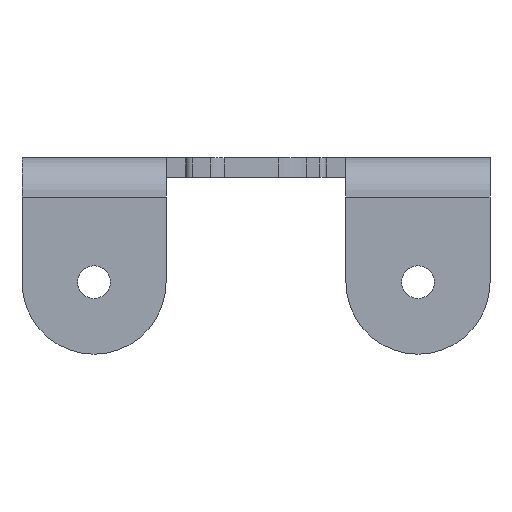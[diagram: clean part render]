
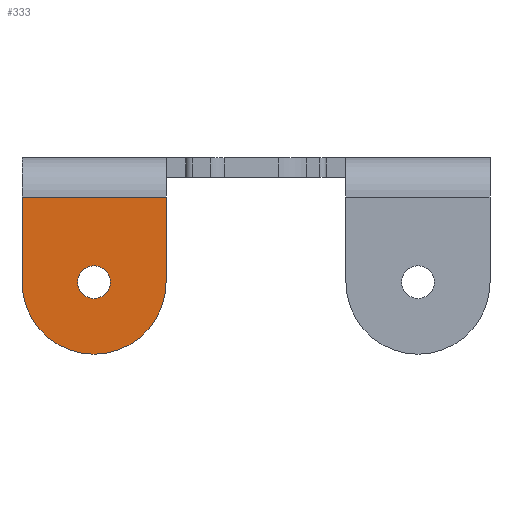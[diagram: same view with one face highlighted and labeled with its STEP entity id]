
A CAD part, left-side view. The second image highlights one B-rep face of the part: STEP entity #333.
In plain terms, the highlighted planar face has unit normal (-1, 0, 0).
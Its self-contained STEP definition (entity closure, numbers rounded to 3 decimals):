
#70 = VERTEX_POINT ( 'NONE', #576 ) ;
#81 = DIRECTION ( 'NONE',  ( 0., 1., 0. ) ) ;
#97 = EDGE_LOOP ( 'NONE', ( #2186, #1027, #992, #127, #360 ) ) ;
#127 = ORIENTED_EDGE ( 'NONE', *, *, #976, .F. ) ;
#150 = DIRECTION ( 'NONE',  ( 0., 1., 0. ) ) ;
#211 = VERTEX_POINT ( 'NONE', #2200 ) ;
#213 = CIRCLE ( 'NONE', #1325, 1.25 ) ;
#333 = ADVANCED_FACE ( 'NONE', ( #1678, #1873 ), #1703, .F. ) ;
#360 = ORIENTED_EDGE ( 'NONE', *, *, #1625, .F. ) ;
#364 = LINE ( 'NONE', #1185, #955 ) ;
#438 = CARTESIAN_POINT ( 'NONE',  ( -2.5, 42.5, -9.5 ) ) ;
#518 = EDGE_CURVE ( 'NONE', #2263, #1633, #634, .T. ) ;
#562 = DIRECTION ( 'NONE',  ( -1., 0., 0. ) ) ;
#576 = CARTESIAN_POINT ( 'NONE',  ( -2.5, 37., -3. ) ) ;
#634 = CIRCLE ( 'NONE', #2137, 5.5 ) ;
#703 = CARTESIAN_POINT ( 'NONE',  ( -2.5, 48., -3. ) ) ;
#757 = VERTEX_POINT ( 'NONE', #1645 ) ;
#763 = CARTESIAN_POINT ( 'NONE',  ( -2.5, 42.5, -9.5 ) ) ;
#955 = VECTOR ( 'NONE', #1776, 1000. ) ;
#976 = EDGE_CURVE ( 'NONE', #70, #1237, #2365, .T. ) ;
#992 = ORIENTED_EDGE ( 'NONE', *, *, #1582, .T. ) ;
#1027 = ORIENTED_EDGE ( 'NONE', *, *, #518, .T. ) ;
#1145 = DIRECTION ( 'NONE',  ( 0., 1., 0. ) ) ;
#1183 = DIRECTION ( 'NONE',  ( 0., 1., 0. ) ) ;
#1185 = CARTESIAN_POINT ( 'NONE',  ( -2.5, 37., -3. ) ) ;
#1188 = EDGE_CURVE ( 'NONE', #211, #757, #213, .T. ) ;
#1206 = DIRECTION ( 'NONE',  ( 0., 0., -1. ) ) ;
#1237 = VERTEX_POINT ( 'NONE', #1506 ) ;
#1242 = CIRCLE ( 'NONE', #2051, 5.5 ) ;
#1246 = EDGE_CURVE ( 'NONE', #757, #211, #2461, .T. ) ;
#1249 = CARTESIAN_POINT ( 'NONE',  ( -2.5, 0., 0. ) ) ;
#1254 = CARTESIAN_POINT ( 'NONE',  ( -2.5, 42.5, -9.5 ) ) ;
#1271 = EDGE_CURVE ( 'NONE', #2263, #1909, #2259, .T. ) ;
#1325 = AXIS2_PLACEMENT_3D ( 'NONE', #1254, #2026, #81 ) ;
#1378 = DIRECTION ( 'NONE',  ( -1., 0., 0. ) ) ;
#1385 = ORIENTED_EDGE ( 'NONE', *, *, #1246, .T. ) ;
#1400 = CARTESIAN_POINT ( 'NONE',  ( -2.5, 37., -15. ) ) ;
#1441 = EDGE_LOOP ( 'NONE', ( #1600, #1385 ) ) ;
#1492 = AXIS2_PLACEMENT_3D ( 'NONE', #1249, #2230, #1884 ) ;
#1506 = CARTESIAN_POINT ( 'NONE',  ( -2.5, 37., -9.5 ) ) ;
#1573 = AXIS2_PLACEMENT_3D ( 'NONE', #1905, #2272, #150 ) ;
#1582 = EDGE_CURVE ( 'NONE', #1633, #1237, #1242, .T. ) ;
#1600 = ORIENTED_EDGE ( 'NONE', *, *, #1188, .T. ) ;
#1625 = EDGE_CURVE ( 'NONE', #1909, #70, #364, .T. ) ;
#1633 = VERTEX_POINT ( 'NONE', #1922 ) ;
#1645 = CARTESIAN_POINT ( 'NONE',  ( -2.5, 42.5, -8.25 ) ) ;
#1678 = FACE_BOUND ( 'NONE', #1441, .T. ) ;
#1703 = PLANE ( 'NONE',  #1492 ) ;
#1776 = DIRECTION ( 'NONE',  ( 0., -1., 0. ) ) ;
#1873 = FACE_OUTER_BOUND ( 'NONE', #97, .T. ) ;
#1884 = DIRECTION ( 'NONE',  ( 0., -1., 0. ) ) ;
#1888 = CARTESIAN_POINT ( 'NONE',  ( -2.5, 48., -9.5 ) ) ;
#1905 = CARTESIAN_POINT ( 'NONE',  ( -2.5, 42.5, -9.5 ) ) ;
#1909 = VERTEX_POINT ( 'NONE', #703 ) ;
#1922 = CARTESIAN_POINT ( 'NONE',  ( -2.5, 42.5, -15. ) ) ;
#2026 = DIRECTION ( 'NONE',  ( 1., 0., 0. ) ) ;
#2051 = AXIS2_PLACEMENT_3D ( 'NONE', #763, #562, #1145 ) ;
#2089 = DIRECTION ( 'NONE',  ( 0., 0., 1. ) ) ;
#2132 = VECTOR ( 'NONE', #2089, 1000. ) ;
#2137 = AXIS2_PLACEMENT_3D ( 'NONE', #438, #1378, #1183 ) ;
#2186 = ORIENTED_EDGE ( 'NONE', *, *, #1271, .F. ) ;
#2200 = CARTESIAN_POINT ( 'NONE',  ( -2.5, 42.5, -10.75 ) ) ;
#2230 = DIRECTION ( 'NONE',  ( 1., 0., 0. ) ) ;
#2259 = LINE ( 'NONE', #2498, #2132 ) ;
#2263 = VERTEX_POINT ( 'NONE', #1888 ) ;
#2272 = DIRECTION ( 'NONE',  ( 1., 0., 0. ) ) ;
#2365 = LINE ( 'NONE', #1400, #2396 ) ;
#2396 = VECTOR ( 'NONE', #1206, 1000. ) ;
#2461 = CIRCLE ( 'NONE', #1573, 1.25 ) ;
#2498 = CARTESIAN_POINT ( 'NONE',  ( -2.5, 48., -1.5 ) ) ;
